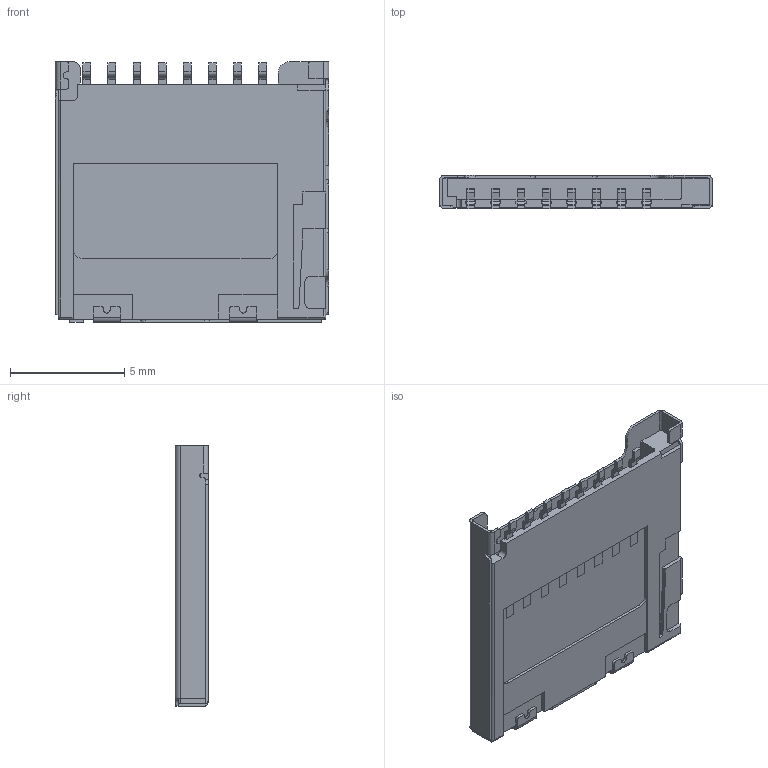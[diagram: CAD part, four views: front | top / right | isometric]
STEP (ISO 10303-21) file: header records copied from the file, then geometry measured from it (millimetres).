
FILE_DESCRIPTION (( 'STEP AP214' ), '1' );
FILE_NAME ('MicroSD Card, Push-Pull Connector.STEP', '2022-07-22T10:56:08', ( '' ), ( '' ), 'SwSTEP 2.0', 'SolidWorks 2021', '' );
FILE_SCHEMA (( 'AUTOMOTIVE_DESIGN' ));
Length unit declared in the file: millimetre
Products named in the file (1): MicroSD Card, Push-Pull Connector
Bounding box: 11.95 x 1.46 x 11.4 mm (x, y, z)
Volume: 86.4 mm3; surface area: 691.7 mm2
Topology: 10 solids, 10 shells, 488 faces, 1397 edges, 930 vertices
Faces by surface type: plane 294, cylinder 194
Entity records: 16132 total; most frequent: CARTESIAN_POINT 2822, ORIENTED_EDGE 2794, DIRECTION 2757, EDGE_CURVE 1397, LINE 1011, VECTOR 1011, VERTEX_POINT 930, AXIS2_PLACEMENT_3D 873
